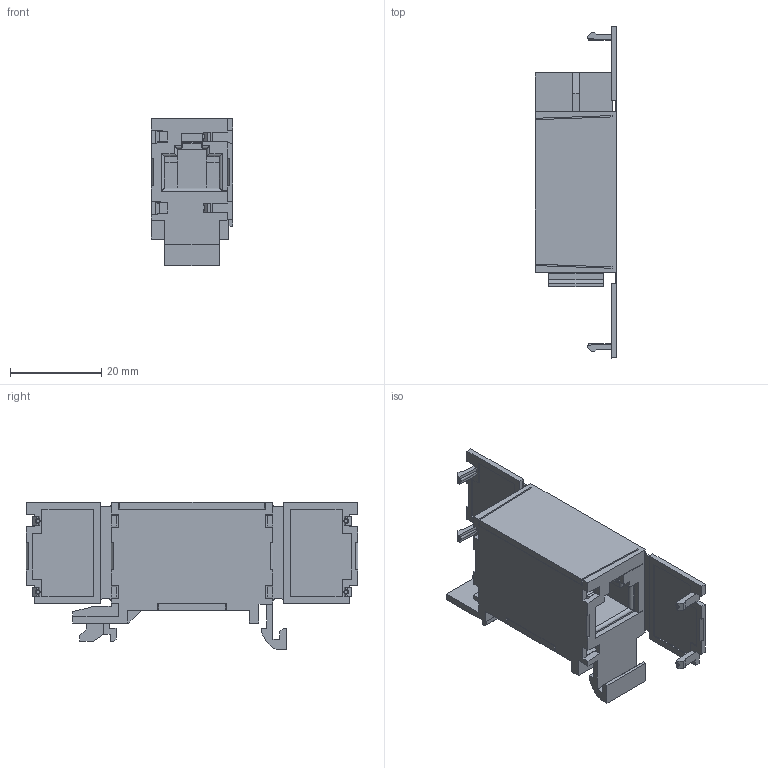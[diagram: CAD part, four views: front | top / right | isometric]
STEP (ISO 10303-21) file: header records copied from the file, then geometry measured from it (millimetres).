
FILE_DESCRIPTION(('CATIA V5 STEP Exchange','CAx-IF Rec.Pracs.--- Model Styling and Organization---1.5--- 2016-08-15','CAx-IF Rec.Pracs.---Supplemental Geometry---1.0---2011-11-01','CAx-IF Rec.Pracs.--- Composite Materials ---1.1---2010-07-15'),'2;1');
FILE_NAME ('1341181-10_1', '2024-12-04T12:26:32+00:00', ('none'), ('Weidmueller'), 'CATIA Version 5-6 Release 2022 SP4 HF5', 'CATIA V5 STEP AP214 v3', 'none');
FILE_SCHEMA(('AUTOMOTIVE_DESIGN { 1 0 10303 214 1 1 1 1 }'));
Length unit declared in the file: millimetre
Products named in the file (1): 2812440000
Bounding box: 17.8 x 72.82 x 32.34 mm (x, y, z)
Volume: 10526.2 mm3; surface area: 15172.5 mm2
Topology: 2 solids, 2 shells, 648 faces, 1788 edges, 1140 vertices
Faces by surface type: plane 487, cylinder 139, sphere 18, bspline 4
Entity records: 20497 total; most frequent: CARTESIAN_POINT 4619, ORIENTED_EDGE 3576, DIRECTION 2569, EDGE_CURVE 1788, VECTOR 1517, LINE 1517, VERTEX_POINT 1140, EDGE_LOOP 665
